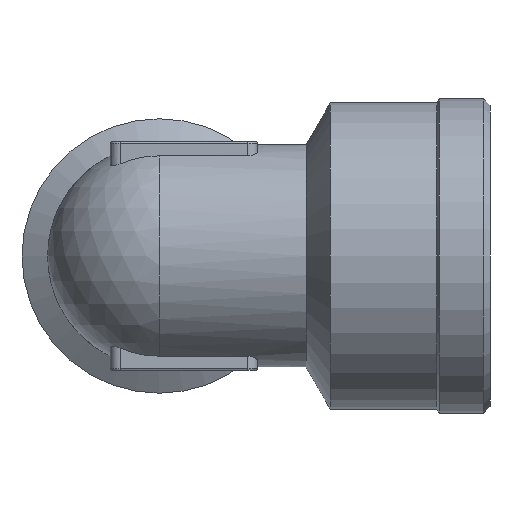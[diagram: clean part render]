
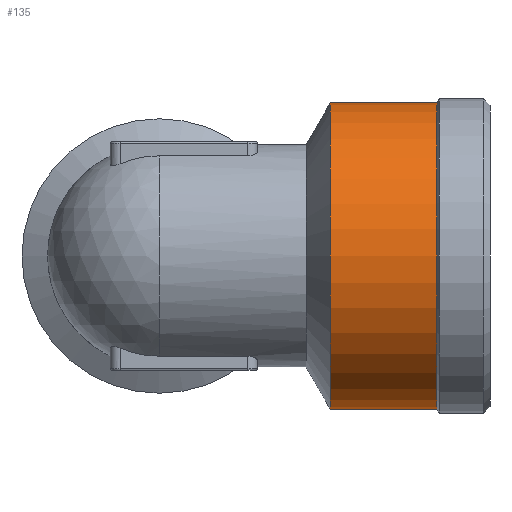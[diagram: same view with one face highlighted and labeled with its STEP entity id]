
A CAD part, left-side view. The second image highlights one B-rep face of the part: STEP entity #135.
In plain terms, the highlighted cylindrical face has radius 18.75 mm (diameter 37.5 mm), a full revolution.
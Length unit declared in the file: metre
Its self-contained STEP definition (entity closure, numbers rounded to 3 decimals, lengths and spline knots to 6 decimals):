
#135 = ADVANCED_FACE( 'NONE', ( #322, #323 ), #324, .T. );
#322 = FACE_OUTER_BOUND( '', #568, .T. );
#323 = FACE_OUTER_BOUND( '', #569, .T. );
#324 = CYLINDRICAL_SURFACE( '', #570, 0.01875 );
#568 = EDGE_LOOP( '', ( #1112 ) );
#569 = EDGE_LOOP( '', ( #1113 ) );
#570 = AXIS2_PLACEMENT_3D( '', #1114, #1115, #1116 );
#1112 = ORIENTED_EDGE( '', *, *, #1570, .T. );
#1113 = ORIENTED_EDGE( '', *, *, #1642, .F. );
#1114 = CARTESIAN_POINT( '', ( 0., 0., 0. ) );
#1115 = DIRECTION( '', ( 0., -1., 0. ) );
#1116 = DIRECTION( '', ( 0., 0., 1. ) );
#1570 = EDGE_CURVE( 'NONE', #1814, #1814, #1815, .T. );
#1642 = EDGE_CURVE( 'NONE', #1932, #1932, #1933, .T. );
#1814 = VERTEX_POINT( '', #2163 );
#1815 = CIRCLE( '', #2164, 0.01875 );
#1932 = VERTEX_POINT( '', #2574 );
#1933 = CIRCLE( '', #2575, 0.01875 );
#2163 = CARTESIAN_POINT( '', ( 0., -0.020944, 0.01875 ) );
#2164 = AXIS2_PLACEMENT_3D( '', #2995, #2996, #2997 );
#2574 = CARTESIAN_POINT( '', ( 0., -0.034, -0.01875 ) );
#2575 = AXIS2_PLACEMENT_3D( '', #3083, #3084, #3085 );
#2995 = CARTESIAN_POINT( '', ( 0., -0.020944, 0. ) );
#2996 = DIRECTION( '', ( 0., -1., 0. ) );
#2997 = DIRECTION( '', ( 0., 0., 1. ) );
#3083 = CARTESIAN_POINT( '', ( 0., -0.034, 0. ) );
#3084 = DIRECTION( '', ( 0., -1., 0. ) );
#3085 = DIRECTION( '', ( 0., 0., -1. ) );
